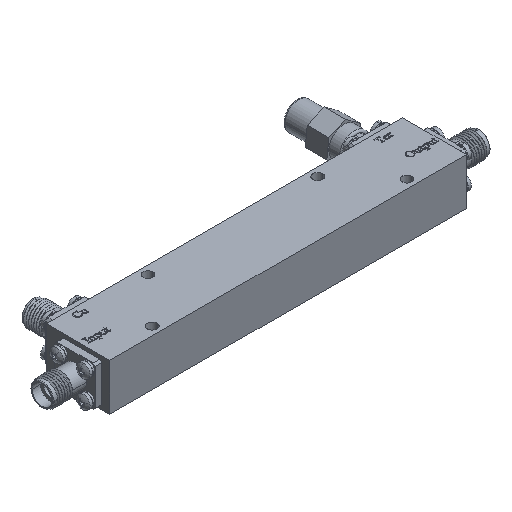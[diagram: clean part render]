
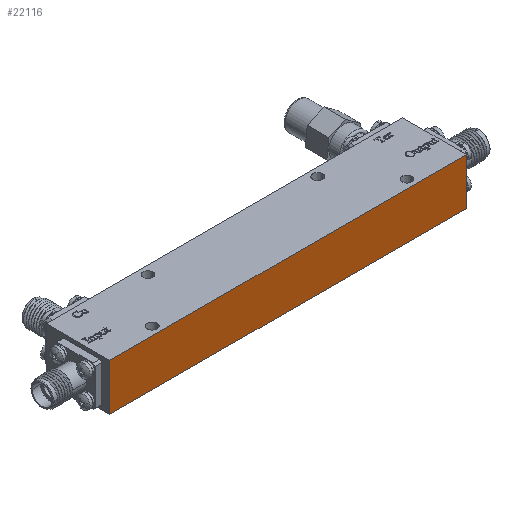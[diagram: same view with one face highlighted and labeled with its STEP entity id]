
A CAD part, isometric view. The second image highlights one B-rep face of the part: STEP entity #22116.
In plain terms, the highlighted planar face has unit normal (0, -1, 0).
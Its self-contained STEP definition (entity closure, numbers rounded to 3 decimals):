
#303 = LINE ( 'NONE', #14221, #14839 ) ;
#1899 = VECTOR ( 'NONE', #2013, 1000. ) ;
#2013 = DIRECTION ( 'NONE',  ( 0., 0., -1. ) ) ;
#2198 = CARTESIAN_POINT ( 'NONE',  ( 0., 1732.575, 0. ) ) ;
#2684 = ORIENTED_EDGE ( 'NONE', *, *, #23876, .T. ) ;
#3177 = AXIS2_PLACEMENT_3D ( 'NONE', #9804, #17457, #6103 ) ;
#4165 = PLANE ( 'NONE',  #3177 ) ;
#4184 = DIRECTION ( 'NONE',  ( 1., 0., 0. ) ) ;
#4532 = CARTESIAN_POINT ( 'NONE',  ( 0., 1732.575, 11. ) ) ;
#4613 = LINE ( 'NONE', #4532, #14085 ) ;
#4976 = EDGE_CURVE ( 'NONE', #23168, #8426, #303, .T. ) ;
#5901 = EDGE_LOOP ( 'NONE', ( #2684, #19346, #7128, #14062 ) ) ;
#6071 = CARTESIAN_POINT ( 'NONE',  ( 3053.769, 1732.575, 11. ) ) ;
#6103 = DIRECTION ( 'NONE',  ( 0., 0., 1. ) ) ;
#7128 = ORIENTED_EDGE ( 'NONE', *, *, #21823, .F. ) ;
#8426 = VERTEX_POINT ( 'NONE', #10492 ) ;
#8450 = LINE ( 'NONE', #2198, #22924 ) ;
#8521 = CARTESIAN_POINT ( 'NONE',  ( 2969.769, 1732.575, 11. ) ) ;
#8717 = VERTEX_POINT ( 'NONE', #6071 ) ;
#9804 = CARTESIAN_POINT ( 'NONE',  ( 0., 1732.575, 11. ) ) ;
#10449 = CARTESIAN_POINT ( 'NONE',  ( 3053.769, 1732.575, 0. ) ) ;
#10492 = CARTESIAN_POINT ( 'NONE',  ( 2969.769, 1732.575, 0. ) ) ;
#14062 = ORIENTED_EDGE ( 'NONE', *, *, #4976, .T. ) ;
#14085 = VECTOR ( 'NONE', #15903, 1000. ) ;
#14221 = CARTESIAN_POINT ( 'NONE',  ( 2969.769, 1732.575, 11. ) ) ;
#14839 = VECTOR ( 'NONE', #23727, 1000. ) ;
#15553 = FACE_OUTER_BOUND ( 'NONE', #5901, .T. ) ;
#15903 = DIRECTION ( 'NONE',  ( 1., 0., 0. ) ) ;
#15969 = VERTEX_POINT ( 'NONE', #10449 ) ;
#16684 = EDGE_CURVE ( 'NONE', #8717, #15969, #20869, .T. ) ;
#17457 = DIRECTION ( 'NONE',  ( 0., 1., 0. ) ) ;
#19346 = ORIENTED_EDGE ( 'NONE', *, *, #16684, .F. ) ;
#20869 = LINE ( 'NONE', #22709, #1899 ) ;
#21823 = EDGE_CURVE ( 'NONE', #23168, #8717, #4613, .T. ) ;
#22116 = ADVANCED_FACE ( 'NONE', ( #15553 ), #4165, .F. ) ;
#22709 = CARTESIAN_POINT ( 'NONE',  ( 3053.769, 1732.575, 11. ) ) ;
#22924 = VECTOR ( 'NONE', #4184, 1000. ) ;
#23168 = VERTEX_POINT ( 'NONE', #8521 ) ;
#23727 = DIRECTION ( 'NONE',  ( 0., 0., -1. ) ) ;
#23876 = EDGE_CURVE ( 'NONE', #8426, #15969, #8450, .T. ) ;
